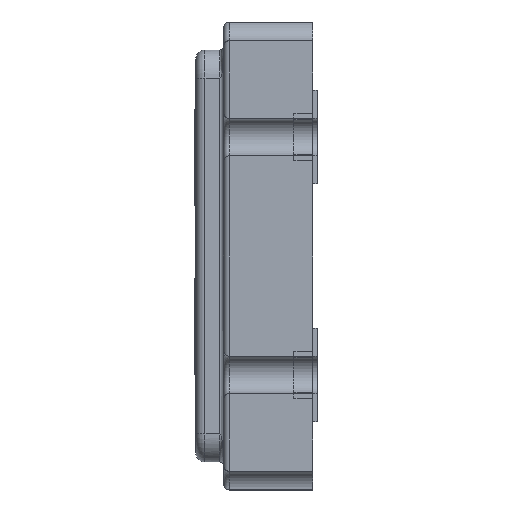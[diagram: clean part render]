
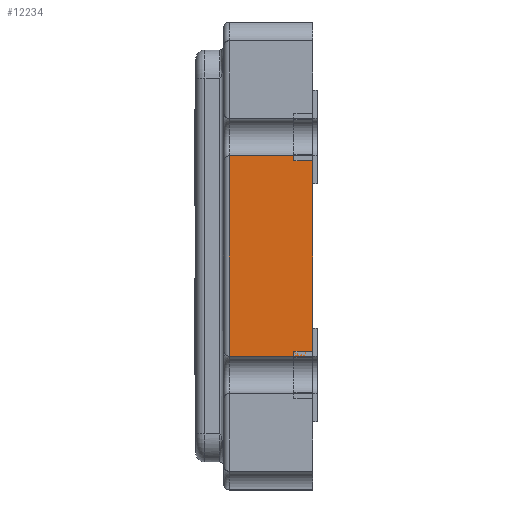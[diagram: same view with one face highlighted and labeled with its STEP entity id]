
A CAD part, left-side view. The second image highlights one B-rep face of the part: STEP entity #12234.
In plain terms, the highlighted planar face has unit normal (-1, 0, 0).
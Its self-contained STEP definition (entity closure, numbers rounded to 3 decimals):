
#5619 = CARTESIAN_POINT ( 'NONE',  ( -3.5, 0.05, -1.07 ) ) ;
#5876 = DIRECTION ( 'NONE',  ( 0., -1., 0. ) ) ;
#5877 = VECTOR ( 'NONE', #5876, 1000. ) ;
#5878 = CARTESIAN_POINT ( 'NONE',  ( -3.5, 1., 1.07 ) ) ;
#5879 = LINE ( 'NONE', #5878, #5877 ) ;
#5882 = DIRECTION ( 'NONE',  ( 0., 0., -1. ) ) ;
#5883 = VECTOR ( 'NONE', #5882, 1000. ) ;
#5885 = DIRECTION ( 'NONE',  ( 0., 0., -1. ) ) ;
#5886 = DIRECTION ( 'NONE',  ( 1., 0., 0. ) ) ;
#5887 = CARTESIAN_POINT ( 'NONE',  ( -3.5, 1., -1.07 ) ) ;
#5888 = LINE ( 'NONE', #6029, #5883 ) ;
#5889 = CARTESIAN_POINT ( 'NONE',  ( -3.5, 0.94, -1.07 ) ) ;
#5890 = CARTESIAN_POINT ( 'NONE',  ( -3.5, 0.05, 1.07 ) ) ;
#5979 = DIRECTION ( 'NONE',  ( 0., -1., 0. ) ) ;
#5980 = VECTOR ( 'NONE', #5979, 1000. ) ;
#5981 = CARTESIAN_POINT ( 'NONE',  ( -3.5, 1., -1.07 ) ) ;
#5982 = LINE ( 'NONE', #5981, #5980 ) ;
#5992 = CARTESIAN_POINT ( 'NONE',  ( -3.5, 0.94, 1.07 ) ) ;
#6028 = PLANE ( 'NONE',  #6041 ) ;
#6029 = CARTESIAN_POINT ( 'NONE',  ( -3.5, 0.94, -1.07 ) ) ;
#6041 = AXIS2_PLACEMENT_3D ( 'NONE', #5887, #5886, #5885 ) ;
#6046 = FACE_OUTER_BOUND ( 'NONE', #12253, .T. ) ;
#6056 = DIRECTION ( 'NONE',  ( 0., 0., 1. ) ) ;
#6057 = VECTOR ( 'NONE', #6056, 1000. ) ;
#6058 = CARTESIAN_POINT ( 'NONE',  ( -3.5, 0.05, -1.07 ) ) ;
#6199 = LINE ( 'NONE', #6058, #6057 ) ;
#12230 = VERTEX_POINT ( 'NONE', #5992 ) ;
#12234 = ADVANCED_FACE ( 'NONE', ( #6046 ), #6028, .F. ) ;
#12235 = ORIENTED_EDGE ( 'NONE', *, *, #12237, .F. ) ;
#12236 = EDGE_CURVE ( 'NONE', #12230, #12246, #5888, .T. ) ;
#12237 = EDGE_CURVE ( 'NONE', #12230, #12239, #5879, .T. ) ;
#12239 = VERTEX_POINT ( 'NONE', #5890 ) ;
#12240 = ORIENTED_EDGE ( 'NONE', *, *, #12250, .T. ) ;
#12241 = ORIENTED_EDGE ( 'NONE', *, *, #12236, .T. ) ;
#12243 = ORIENTED_EDGE ( 'NONE', *, *, #12297, .T. ) ;
#12246 = VERTEX_POINT ( 'NONE', #5889 ) ;
#12250 = EDGE_CURVE ( 'NONE', #12246, #12252, #5982, .T. ) ;
#12252 = VERTEX_POINT ( 'NONE', #5619 ) ;
#12253 = EDGE_LOOP ( 'NONE', ( #12235, #12241, #12240, #12243 ) ) ;
#12297 = EDGE_CURVE ( 'NONE', #12252, #12239, #6199, .T. ) ;
